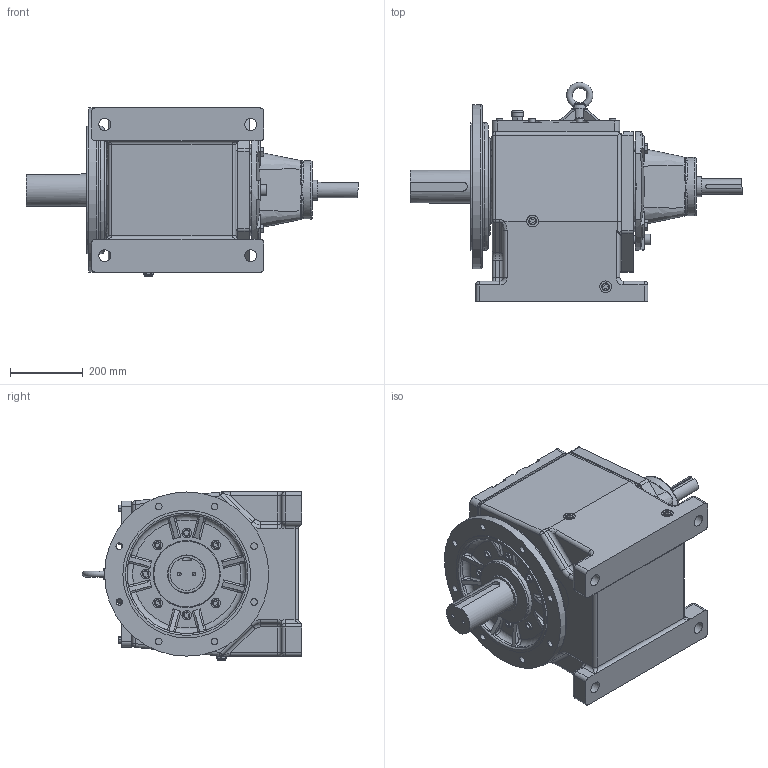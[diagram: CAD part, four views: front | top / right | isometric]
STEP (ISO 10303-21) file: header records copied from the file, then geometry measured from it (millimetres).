
FILE_DESCRIPTION (( 'STEP AP214' ), '1' );
FILE_NAME ('EK2DO07271H001_HF32_7.5KW_R120_CUSTOMER.stp', '2022-07-06T05:24:56', ( 'Windows 餌辨濠' ), ( '' ), 'SwSTEP 2.0', 'SolidWorks 2021', '' );
FILE_SCHEMA (( 'AUTOMOTIVE_DESIGN' ));
Length unit declared in the file: millimetre
Products named in the file (1): EK2DO07271H001_HF32_7.5KW_R120_CUSTOMER
Bounding box: 910 x 600.88 x 460.5 mm (x, y, z)
Volume: 94057222.4 mm3; surface area: 2848685 mm2
Topology: 40 solids, 40 shells, 1306 faces, 3081 edges, 1941 vertices
Faces by surface type: plane 577, cylinder 393, bspline 128, cone 107, torus 86, sphere 15
Full cylindrical faces by diameter (mm): 3 x1, 10.106 x4, 12 x15, 13.033 x1, 13.835 x44, 16 x11, 16.4 x1, 18 x48, 20 x3, 20.376 x11, 20.752 x2, 22 x3, 24 x6, 26 x13, 27 x1, 28 x1, 30 x1, 31.4 x1, 32 x8, 33 x4, 33.4 x1, 42 x1, 45 x1, 55 x1, 57 x1, 60 x2, 65 x1, 69 x1, 90 x2, 102 x1
Entity records: 72393 total; most frequent: CARTESIAN_POINT 30398, DIRECTION 5464, ORIENTED_EDGE 5232, EDGE_CURVE 2616, AXIS2_PLACEMENT_3D 2104, EDGE_LOOP 1827, VERTEX_POINT 1817, FACE_OUTER_BOUND 1534
